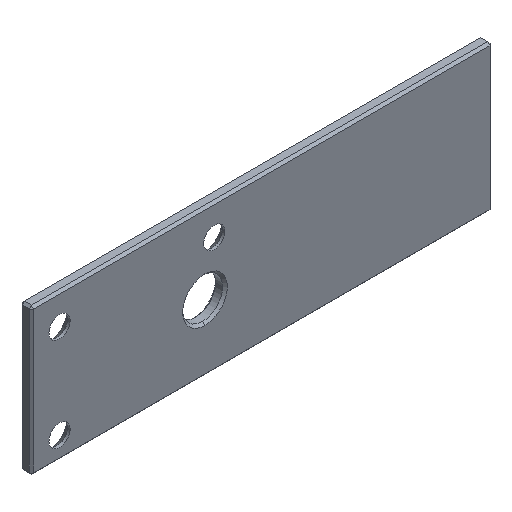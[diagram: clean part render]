
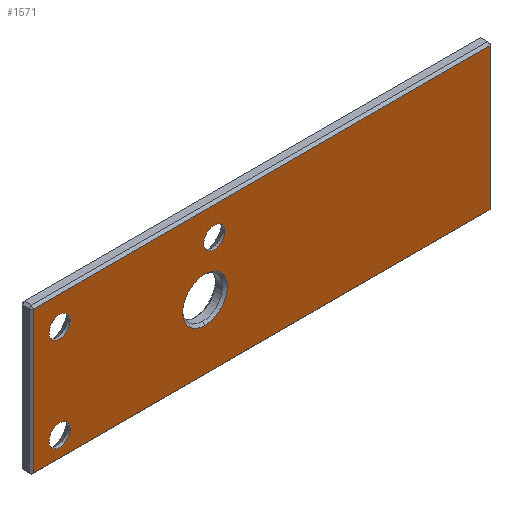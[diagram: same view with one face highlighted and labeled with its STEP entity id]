
A CAD part, isometric view. The second image highlights one B-rep face of the part: STEP entity #1571.
In plain terms, the highlighted planar face has unit normal (0, -1, 0).
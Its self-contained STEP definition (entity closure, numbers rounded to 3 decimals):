
#387=DIRECTION('',(0.,0.,-1.));
#388=VECTOR('',#387,60.5);
#389=CARTESIAN_POINT('',(-76.5,298.,159.2));
#390=LINE('',#389,#388);
#415=DIRECTION('',(-1.,0.,0.));
#416=VECTOR('',#415,194.5);
#417=CARTESIAN_POINT('',(-76.5,298.,98.7));
#418=LINE('',#417,#416);
#471=DIRECTION('',(0.,0.,1.));
#472=VECTOR('',#471,60.5);
#473=CARTESIAN_POINT('',(-271.,298.,98.7));
#474=LINE('',#473,#472);
#513=DIRECTION('',(1.,0.,0.));
#514=VECTOR('',#513,194.5);
#515=CARTESIAN_POINT('',(-271.,298.,159.2));
#516=LINE('',#515,#514);
#541=CARTESIAN_POINT('',(-198.,298.,126.2));
#542=DIRECTION('',(0.,1.,0.));
#543=DIRECTION('',(1.,0.,0.));
#544=AXIS2_PLACEMENT_3D('',#541,#542,#543);
#549=CARTESIAN_POINT('',(-198.,298.,126.2));
#550=DIRECTION('',(0.,1.,0.));
#551=DIRECTION('',(0.,0.,1.));
#552=AXIS2_PLACEMENT_3D('',#549,#550,#551);
#557=CARTESIAN_POINT('',(-198.,298.,126.2));
#558=DIRECTION('',(0.,1.,0.));
#559=DIRECTION('',(-1.,0.,0.));
#560=AXIS2_PLACEMENT_3D('',#557,#558,#559);
#565=CARTESIAN_POINT('',(-198.,298.,126.2));
#566=DIRECTION('',(0.,1.,0.));
#567=DIRECTION('',(0.,0.,-1.));
#568=AXIS2_PLACEMENT_3D('',#565,#566,#567);
#573=CARTESIAN_POINT('',(-260.,298.,107.2));
#574=DIRECTION('',(0.,1.,0.));
#575=DIRECTION('',(1.,0.,0.));
#576=AXIS2_PLACEMENT_3D('',#573,#574,#575);
#581=CARTESIAN_POINT('',(-260.,298.,107.2));
#582=DIRECTION('',(0.,1.,0.));
#583=DIRECTION('',(-1.,0.,0.));
#584=AXIS2_PLACEMENT_3D('',#581,#582,#583);
#589=CARTESIAN_POINT('',(-260.,298.,147.2));
#590=DIRECTION('',(0.,1.,0.));
#591=DIRECTION('',(1.,0.,0.));
#592=AXIS2_PLACEMENT_3D('',#589,#590,#591);
#597=CARTESIAN_POINT('',(-260.,298.,147.2));
#598=DIRECTION('',(0.,1.,0.));
#599=DIRECTION('',(-1.,0.,0.));
#600=AXIS2_PLACEMENT_3D('',#597,#598,#599);
#605=CARTESIAN_POINT('',(-194.,298.,147.2));
#606=DIRECTION('',(0.,1.,0.));
#607=DIRECTION('',(1.,0.,0.));
#608=AXIS2_PLACEMENT_3D('',#605,#606,#607);
#613=CARTESIAN_POINT('',(-194.,298.,147.2));
#614=DIRECTION('',(0.,1.,0.));
#615=DIRECTION('',(-1.,0.,0.));
#616=AXIS2_PLACEMENT_3D('',#613,#614,#615);
#891=CARTESIAN_POINT('',(-271.,298.,159.2));
#892=CARTESIAN_POINT('',(-76.5,298.,159.2));
#893=VERTEX_POINT('',#891);
#894=VERTEX_POINT('',#892);
#895=CARTESIAN_POINT('',(-271.,298.,98.7));
#896=VERTEX_POINT('',#895);
#897=CARTESIAN_POINT('',(-76.5,298.,98.7));
#898=VERTEX_POINT('',#897);
#907=CARTESIAN_POINT('',(-198.5,298.,147.2));
#908=VERTEX_POINT('',#907);
#909=CARTESIAN_POINT('',(-189.5,298.,147.2));
#910=VERTEX_POINT('',#909);
#920=CARTESIAN_POINT('',(-264.5,298.,107.2));
#922=VERTEX_POINT('',#920);
#924=CARTESIAN_POINT('',(-255.5,298.,107.2));
#926=VERTEX_POINT('',#924);
#939=CARTESIAN_POINT('',(-264.5,298.,147.2));
#940=VERTEX_POINT('',#939);
#941=CARTESIAN_POINT('',(-255.5,298.,147.2));
#942=VERTEX_POINT('',#941);
#944=CARTESIAN_POINT('',(-198.,298.,116.7));
#946=VERTEX_POINT('',#944);
#948=CARTESIAN_POINT('',(-198.,298.,135.7));
#950=VERTEX_POINT('',#948);
#951=CARTESIAN_POINT('',(-188.5,298.,126.2));
#952=VERTEX_POINT('',#951);
#953=CARTESIAN_POINT('',(-207.5,298.,126.2));
#954=VERTEX_POINT('',#953);
#1532=CARTESIAN_POINT('',(0.,298.,153.7));
#1533=DIRECTION('',(0.,-1.,0.));
#1534=DIRECTION('',(0.,0.,-1.));
#1535=AXIS2_PLACEMENT_3D('',#1532,#1533,#1534);
#1536=PLANE('',#1535);
#1537=ORIENTED_EDGE('',*,*,#1500,.T.);
#1538=ORIENTED_EDGE('',*,*,#1296,.T.);
#1539=ORIENTED_EDGE('',*,*,#1337,.T.);
#1540=ORIENTED_EDGE('',*,*,#1421,.T.);
#1541=EDGE_LOOP('',(#1537,#1538,#1539,#1540));
#1542=FACE_OUTER_BOUND('',#1541,.F.);
#1544=ORIENTED_EDGE('',*,*,#1543,.F.);
#1546=ORIENTED_EDGE('',*,*,#1545,.F.);
#1548=ORIENTED_EDGE('',*,*,#1547,.F.);
#1550=ORIENTED_EDGE('',*,*,#1549,.F.);
#1551=EDGE_LOOP('',(#1544,#1546,#1548,#1550));
#1552=FACE_BOUND('',#1551,.F.);
#1554=ORIENTED_EDGE('',*,*,#1553,.F.);
#1556=ORIENTED_EDGE('',*,*,#1555,.F.);
#1557=EDGE_LOOP('',(#1554,#1556));
#1558=FACE_BOUND('',#1557,.F.);
#1560=ORIENTED_EDGE('',*,*,#1559,.F.);
#1562=ORIENTED_EDGE('',*,*,#1561,.F.);
#1563=EDGE_LOOP('',(#1560,#1562));
#1564=FACE_BOUND('',#1563,.F.);
#1566=ORIENTED_EDGE('',*,*,#1565,.F.);
#1568=ORIENTED_EDGE('',*,*,#1567,.F.);
#1569=EDGE_LOOP('',(#1566,#1568));
#1570=FACE_BOUND('',#1569,.F.);
#545=CIRCLE('',#544,9.5);
#553=CIRCLE('',#552,9.5);
#561=CIRCLE('',#560,9.5);
#569=CIRCLE('',#568,9.5);
#577=CIRCLE('',#576,4.5);
#585=CIRCLE('',#584,4.5);
#593=CIRCLE('',#592,4.5);
#601=CIRCLE('',#600,4.5);
#609=CIRCLE('',#608,4.5);
#617=CIRCLE('',#616,4.5);
#1296=EDGE_CURVE('',#894,#898,#390,.T.);
#1337=EDGE_CURVE('',#898,#896,#418,.T.);
#1421=EDGE_CURVE('',#896,#893,#474,.T.);
#1500=EDGE_CURVE('',#893,#894,#516,.T.);
#1543=EDGE_CURVE('',#952,#946,#545,.T.);
#1545=EDGE_CURVE('',#950,#952,#553,.T.);
#1547=EDGE_CURVE('',#954,#950,#561,.T.);
#1549=EDGE_CURVE('',#946,#954,#569,.T.);
#1553=EDGE_CURVE('',#926,#922,#577,.T.);
#1555=EDGE_CURVE('',#922,#926,#585,.T.);
#1559=EDGE_CURVE('',#942,#940,#593,.T.);
#1561=EDGE_CURVE('',#940,#942,#601,.T.);
#1565=EDGE_CURVE('',#910,#908,#609,.T.);
#1567=EDGE_CURVE('',#908,#910,#617,.T.);
#1571=ADVANCED_FACE('',(#1542,#1552,#1558,#1564,#1570),#1536,.T.);
